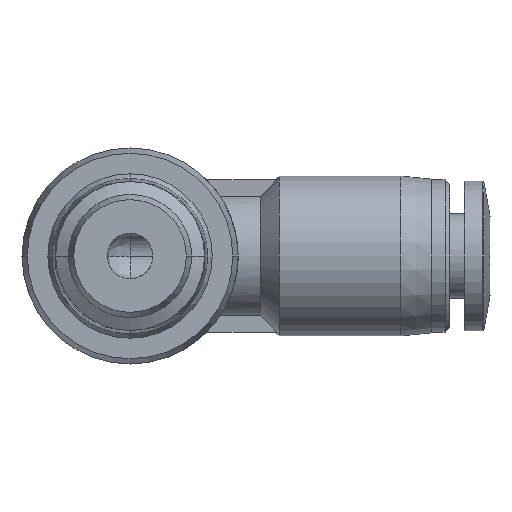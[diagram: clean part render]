
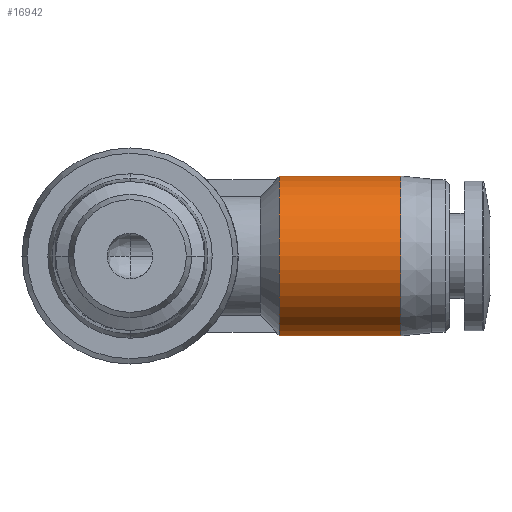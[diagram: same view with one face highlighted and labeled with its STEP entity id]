
A CAD part, front view. The second image highlights one B-rep face of the part: STEP entity #16942.
In plain terms, the highlighted cylindrical face has radius 5.25 mm (diameter 10.5 mm), a partial arc.
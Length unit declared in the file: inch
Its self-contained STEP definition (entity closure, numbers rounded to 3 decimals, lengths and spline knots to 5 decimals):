
#95 = CARTESIAN_POINT ( 'NONE',  ( 0.54331, 0.59252, 0.20669 ) ) ;
#176 = CARTESIAN_POINT ( 'NONE',  ( 0.38583, 0.59252, -0.20669 ) ) ;
#309 = AXIS2_PLACEMENT_3D ( 'NONE', #6929, #19560, #8739 ) ;
#1407 = DIRECTION ( 'NONE',  ( -1., 0., 0. ) ) ;
#1789 = ORIENTED_EDGE ( 'NONE', *, *, #7751, .T. ) ;
#1833 = LINE ( 'NONE', #23244, #10788 ) ;
#2503 = CARTESIAN_POINT ( 'NONE',  ( 0.38583, 0.59252, 0.20669 ) ) ;
#4390 = CIRCLE ( 'NONE', #13355, 0.20669 ) ;
#6614 = ORIENTED_EDGE ( 'NONE', *, *, #8793, .T. ) ;
#6929 = CARTESIAN_POINT ( 'NONE',  ( 0.38583, 0.59252, 0. ) ) ;
#6953 = VERTEX_POINT ( 'NONE', #19480 ) ;
#7188 = VERTEX_POINT ( 'NONE', #9594 ) ;
#7743 = DIRECTION ( 'NONE',  ( -1., 0., 0. ) ) ;
#7751 = EDGE_CURVE ( 'NONE', #6953, #13151, #14925, .T. ) ;
#8045 = VERTEX_POINT ( 'NONE', #176 ) ;
#8636 = CARTESIAN_POINT ( 'NONE',  ( 0.54331, 0.59252, 0. ) ) ;
#8739 = DIRECTION ( 'NONE',  ( 0., -1., 0. ) ) ;
#8793 = EDGE_CURVE ( 'NONE', #7188, #6953, #4390, .T. ) ;
#9106 = EDGE_CURVE ( 'NONE', #7188, #8045, #1833, .T. ) ;
#9594 = CARTESIAN_POINT ( 'NONE',  ( 0.70079, 0.59252, -0.20669 ) ) ;
#10069 = VECTOR ( 'NONE', #12653, 39.37008 ) ;
#10788 = VECTOR ( 'NONE', #21539, 39.37008 ) ;
#12653 = DIRECTION ( 'NONE',  ( -1., 0., 0. ) ) ;
#12704 = ORIENTED_EDGE ( 'NONE', *, *, #16193, .F. ) ;
#13151 = VERTEX_POINT ( 'NONE', #2503 ) ;
#13355 = AXIS2_PLACEMENT_3D ( 'NONE', #18591, #7743, #20381 ) ;
#14925 = LINE ( 'NONE', #95, #10069 ) ;
#15548 = FACE_OUTER_BOUND ( 'NONE', #15861, .T. ) ;
#15861 = EDGE_LOOP ( 'NONE', ( #21876, #6614, #1789, #12704 ) ) ;
#16193 = EDGE_CURVE ( 'NONE', #8045, #13151, #17558, .T. ) ;
#16942 = ADVANCED_FACE ( 'NONE', ( #15548 ), #18080, .T. ) ;
#17558 = CIRCLE ( 'NONE', #309, 0.20669 ) ;
#18080 = CYLINDRICAL_SURFACE ( 'NONE', #22203, 0.20669 ) ;
#18591 = CARTESIAN_POINT ( 'NONE',  ( 0.70079, 0.59252, 0. ) ) ;
#19480 = CARTESIAN_POINT ( 'NONE',  ( 0.70079, 0.59252, 0.20669 ) ) ;
#19560 = DIRECTION ( 'NONE',  ( -1., 0., 0. ) ) ;
#20381 = DIRECTION ( 'NONE',  ( 0., 0., 1. ) ) ;
#21261 = DIRECTION ( 'NONE',  ( 0., 0., 1. ) ) ;
#21539 = DIRECTION ( 'NONE',  ( -1., 0., 0. ) ) ;
#21876 = ORIENTED_EDGE ( 'NONE', *, *, #9106, .F. ) ;
#22203 = AXIS2_PLACEMENT_3D ( 'NONE', #8636, #1407, #21261 ) ;
#23244 = CARTESIAN_POINT ( 'NONE',  ( 0.54331, 0.59252, -0.20669 ) ) ;
